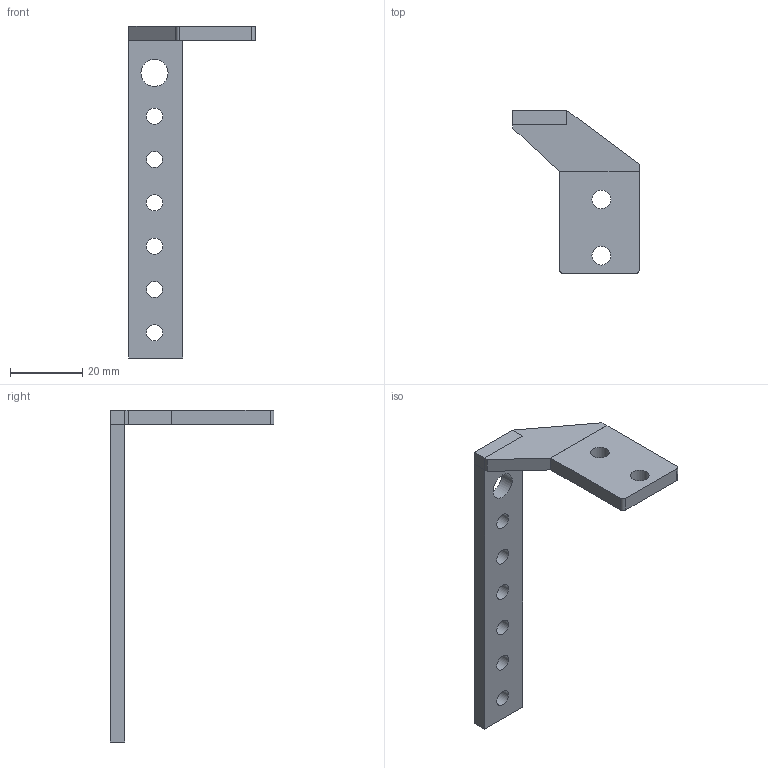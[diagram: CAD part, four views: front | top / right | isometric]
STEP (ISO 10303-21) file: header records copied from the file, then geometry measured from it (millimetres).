
FILE_DESCRIPTION(('FreeCAD Model'),'2;1');
FILE_NAME('负.step','2019-06-28T18:45:25',( 'Author'),(''),'Open CASCADE STEP processor 7.3','FreeCAD','Unknown' );
FILE_SCHEMA(('AUTOMOTIVE_DESIGN { 1 0 10303 214 1 1 1 1 }'));
Length unit declared in the file: millimetre
Products named in the file (1): ?003
Bounding box: 35 x 45.3 x 92 mm (x, y, z)
Volume: 8508.4 mm3; surface area: 6092.1 mm2
Topology: 1 solids, 1 shells, 35 faces, 90 edges, 58 vertices
Faces by surface type: plane 24, cylinder 11
Full cylindrical faces by diameter (mm): 4.5 x6, 5.2 x2, 7.5 x1
Entity records: 1354 total; most frequent: CARTESIAN_POINT 184, DIRECTION 184, ORIENTED_EDGE 180, EDGE_CURVE 90, LINE 68, VECTOR 68, AXIS2_PLACEMENT_3D 58, VERTEX_POINT 58
